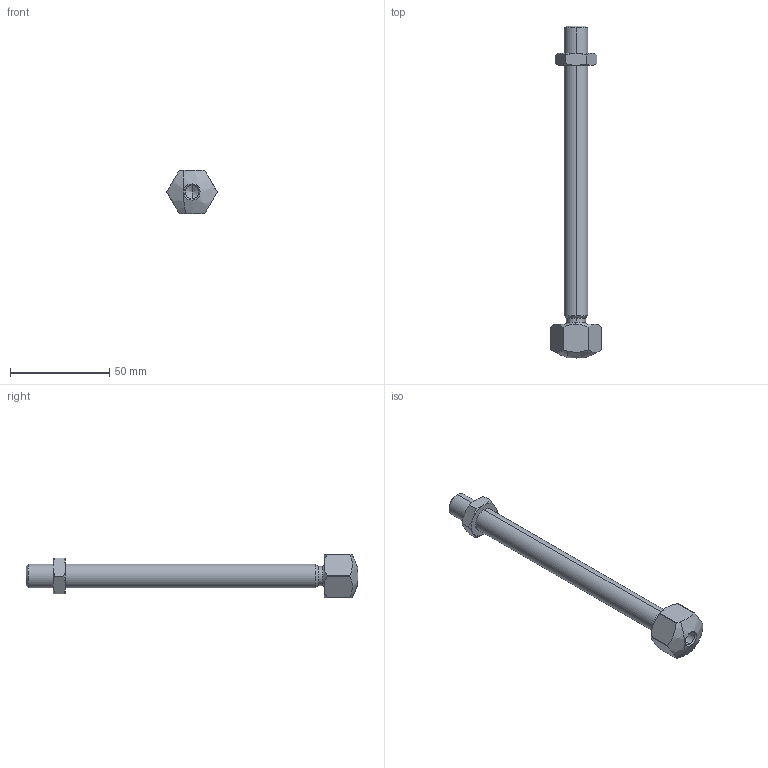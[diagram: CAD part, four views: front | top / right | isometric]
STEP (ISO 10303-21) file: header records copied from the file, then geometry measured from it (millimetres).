
FILE_DESCRIPTION (( 'STEP AP214' ), '1' );
FILE_NAME ('203600603.STEP', '2014-02-18T13:31:41', ( '' ), ( '' ), 'SwSTEP 2.0', 'SolidWorks 2014', '' );
FILE_SCHEMA (( 'AUTOMOTIVE_DESIGN' ));
Length unit declared in the file: millimetre
Products named in the file (1): 203600603
Bounding box: 25.2 x 166.98 x 22 mm (x, y, z)
Volume: 24024 mm3; surface area: 8710.3 mm2
Topology: 2 solids, 2 shells, 66 faces, 155 edges, 93 vertices
Faces by surface type: cone 30, cylinder 16, plane 16, bspline 4
Entity records: 2930 total; most frequent: CARTESIAN_POINT 717, ORIENTED_EDGE 306, DIRECTION 294, EDGE_CURVE 153, AXIS2_PLACEMENT_3D 124, VERTEX_POINT 93, EDGE_LOOP 70, UNCERTAINTY_MEASURE_WITH_UNIT 70
